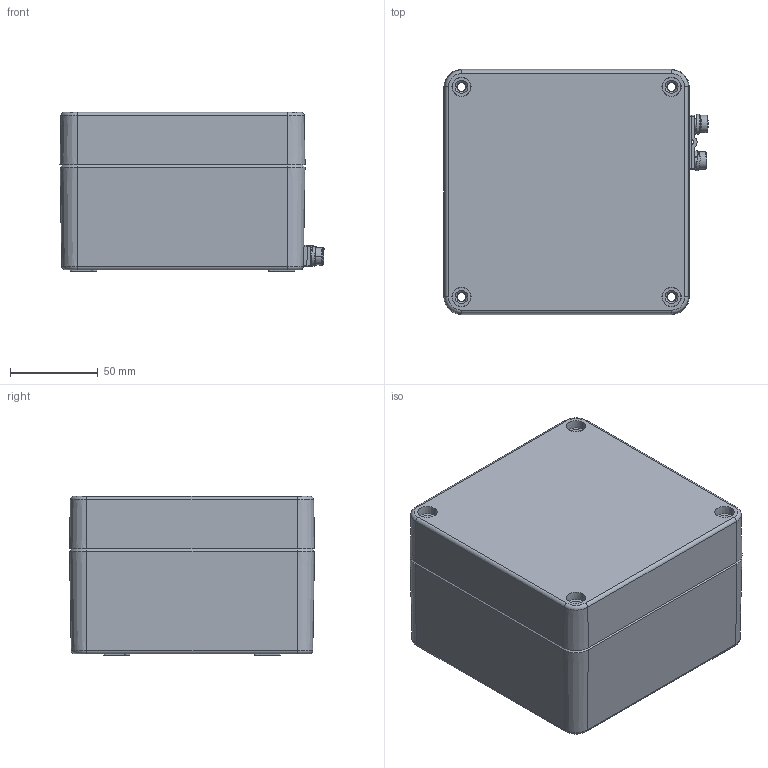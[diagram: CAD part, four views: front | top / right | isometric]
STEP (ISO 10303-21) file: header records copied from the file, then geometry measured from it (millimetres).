
FILE_DESCRIPTION(('FreeCAD Model'),'2;1');
FILE_NAME('GBAEX014014091.step', '2026-03-27T11:46:37',('Author'),(''), 'Open CASCADE STEP processor 7.3','FreeCAD','Unknown');
FILE_SCHEMA(('AUTOMOTIVE_DESIGN { 1 0 10303 214 1 1 1 1 }'));
Length unit declared in the file: millimetre
Products named in the file (4): GBAEX014014091; ALU_BASE_14014091; ALU_LID_14014091; M6_DOUBLE_EARTHING
Assembly tree (3 placements, depth 2):
  GBAEX014014091
    ALU_BASE_14014091
    ALU_LID_14014091
    M6_DOUBLE_EARTHING
Bounding box: 150.81 x 140 x 91 mm (x, y, z)
Volume: 472031.3 mm3; surface area: 190796.7 mm2
Topology: 9 solids, 9 shells, 712 faces, 2153 edges, 2885 vertices
Faces by surface type: plane 270, cylinder 197, cone 164, torus 56, bspline 25
Entity records: 30095 total; most frequent: CARTESIAN_POINT 9635, DIRECTION 4190, ORIENTED_EDGE 3354, EDGE_CURVE 1677, AXIS2_PLACEMENT_3D 1492, LINE 1206, VECTOR 1206, VERTEX_POINT 1045
